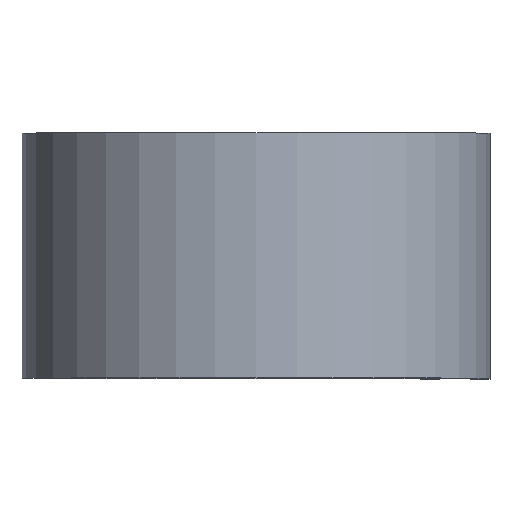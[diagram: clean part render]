
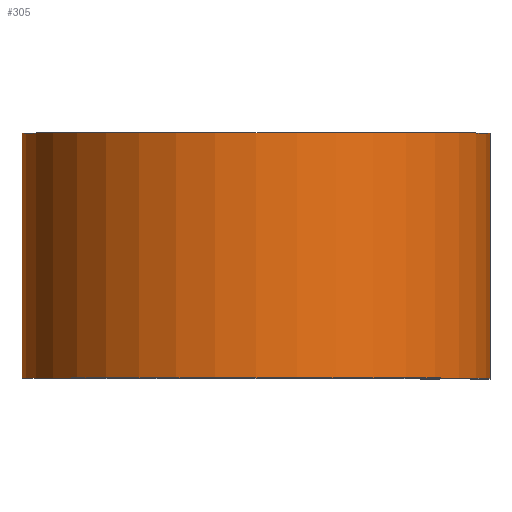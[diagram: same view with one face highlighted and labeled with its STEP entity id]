
A CAD part, top view. The second image highlights one B-rep face of the part: STEP entity #305.
In plain terms, the highlighted cylindrical face has radius 18.186 mm (diameter 36.373 mm), a partial arc.
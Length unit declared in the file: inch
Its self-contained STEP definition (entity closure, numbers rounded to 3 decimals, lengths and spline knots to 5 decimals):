
#2 = CARTESIAN_POINT ( 'NONE',  ( 0.716, -0.375, 0. ) ) ;
#23 = CARTESIAN_POINT ( 'NONE',  ( 0., -0.375, -0.716 ) ) ;
#34 = EDGE_CURVE ( 'NONE', #553, #357, #366, .T. ) ;
#44 = DIRECTION ( 'NONE',  ( 1., 0., 0. ) ) ;
#58 = ORIENTED_EDGE ( 'NONE', *, *, #588, .F. ) ;
#65 = CARTESIAN_POINT ( 'NONE',  ( 0., 0.375, 0. ) ) ;
#89 = DIRECTION ( 'NONE',  ( 0., -1., 0. ) ) ;
#107 = AXIS2_PLACEMENT_3D ( 'NONE', #65, #577, #44 ) ;
#136 = VECTOR ( 'NONE', #394, 39.37008 ) ;
#146 = VERTEX_POINT ( 'NONE', #23 ) ;
#198 = DIRECTION ( 'NONE',  ( 0., 0., -1. ) ) ;
#220 = ORIENTED_EDGE ( 'NONE', *, *, #34, .F. ) ;
#254 = CARTESIAN_POINT ( 'NONE',  ( 0.716, 0.375, 0. ) ) ;
#274 = EDGE_CURVE ( 'NONE', #146, #280, #599, .T. ) ;
#280 = VERTEX_POINT ( 'NONE', #2 ) ;
#302 = DIRECTION ( 'NONE',  ( 1., 0., 0. ) ) ;
#305 = ADVANCED_FACE ( 'NONE', ( #587 ), #575, .T. ) ;
#328 = EDGE_CURVE ( 'NONE', #553, #146, #586, .T. ) ;
#333 = LINE ( 'NONE', #625, #343 ) ;
#343 = VECTOR ( 'NONE', #509, 39.37008 ) ;
#346 = EDGE_LOOP ( 'NONE', ( #437, #58, #220, #571 ) ) ;
#357 = VERTEX_POINT ( 'NONE', #254 ) ;
#362 = DIRECTION ( 'NONE',  ( 0., 1., 0. ) ) ;
#366 = CIRCLE ( 'NONE', #107, 0.716 ) ;
#371 = CARTESIAN_POINT ( 'NONE',  ( 0., -0.375, 0. ) ) ;
#372 = CARTESIAN_POINT ( 'NONE',  ( 0., 0.375, -0.716 ) ) ;
#384 = CARTESIAN_POINT ( 'NONE',  ( 0., 0.375, -0.716 ) ) ;
#394 = DIRECTION ( 'NONE',  ( 0., -1., 0. ) ) ;
#429 = CARTESIAN_POINT ( 'NONE',  ( 0., 0.375, 0. ) ) ;
#437 = ORIENTED_EDGE ( 'NONE', *, *, #274, .T. ) ;
#509 = DIRECTION ( 'NONE',  ( 0., -1., 0. ) ) ;
#553 = VERTEX_POINT ( 'NONE', #372 ) ;
#571 = ORIENTED_EDGE ( 'NONE', *, *, #328, .T. ) ;
#575 = CYLINDRICAL_SURFACE ( 'NONE', #589, 0.716 ) ;
#577 = DIRECTION ( 'NONE',  ( 0., 1., 0. ) ) ;
#578 = AXIS2_PLACEMENT_3D ( 'NONE', #371, #362, #302 ) ;
#586 = LINE ( 'NONE', #384, #136 ) ;
#587 = FACE_OUTER_BOUND ( 'NONE', #346, .T. ) ;
#588 = EDGE_CURVE ( 'NONE', #357, #280, #333, .T. ) ;
#589 = AXIS2_PLACEMENT_3D ( 'NONE', #429, #89, #198 ) ;
#599 = CIRCLE ( 'NONE', #578, 0.716 ) ;
#625 = CARTESIAN_POINT ( 'NONE',  ( 0.716, 0.375, 0. ) ) ;
